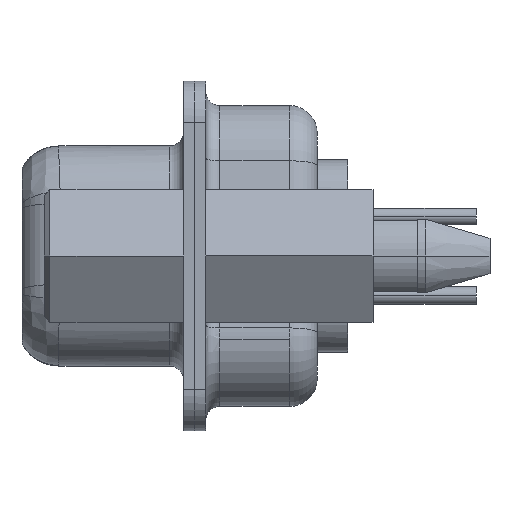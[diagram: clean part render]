
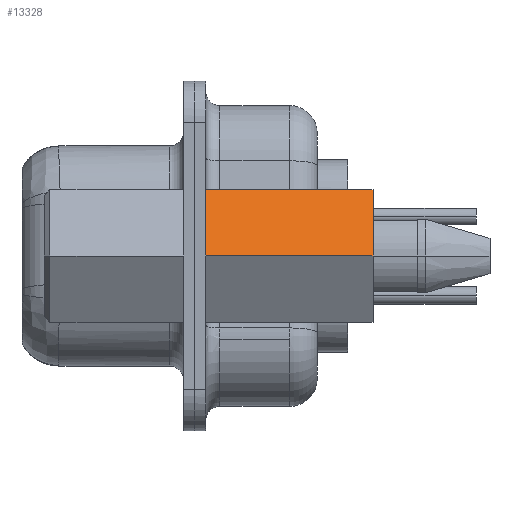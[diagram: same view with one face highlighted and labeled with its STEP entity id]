
A CAD part, left-side view. The second image highlights one B-rep face of the part: STEP entity #13328.
In plain terms, the highlighted planar face has unit normal (-0.866, 0, 0.5).
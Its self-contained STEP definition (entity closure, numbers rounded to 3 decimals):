
#13308=AXIS2_PLACEMENT_3D('Plane Axis2P3D',#13305,#13306,#13307) ;
#13160=CARTESIAN_POINT('Vertex',(-13.866,-6.8,2.375)) ;
#13163=CARTESIAN_POINT('Line Origine',(-14.552,-6.8,1.188)) ;
#13167=CARTESIAN_POINT('Vertex',(-15.237,-6.8,0.)) ;
#13286=CARTESIAN_POINT('Line Origine',(-13.866,-3.8,2.375)) ;
#13290=CARTESIAN_POINT('Vertex',(-13.866,-0.8,2.375)) ;
#13305=CARTESIAN_POINT('Axis2P3D Location',(-13.866,-0.8,2.375)) ;
#13310=CARTESIAN_POINT('Line Origine',(-15.237,-3.8,0.)) ;
#13314=CARTESIAN_POINT('Vertex',(-15.237,-0.8,0.)) ;
#13317=CARTESIAN_POINT('Line Origine',(-14.552,-0.8,1.188)) ;
#13164=DIRECTION('Vector Direction',(0.5,0.,0.866)) ;
#13287=DIRECTION('Vector Direction',(0.,1.,0.)) ;
#13306=DIRECTION('Axis2P3D Direction',(-0.866,0.,0.5)) ;
#13307=DIRECTION('Axis2P3D XDirection',(-0.5,0.,-0.866)) ;
#13311=DIRECTION('Vector Direction',(0.,1.,0.)) ;
#13318=DIRECTION('Vector Direction',(-0.5,0.,-0.866)) ;
#13165=VECTOR('Line Direction',#13164,1.) ;
#13288=VECTOR('Line Direction',#13287,1.) ;
#13312=VECTOR('Line Direction',#13311,1.) ;
#13319=VECTOR('Line Direction',#13318,1.) ;
#13323=ORIENTED_EDGE('',*,*,#13316,.F.) ;
#13324=ORIENTED_EDGE('',*,*,#13169,.T.) ;
#13325=ORIENTED_EDGE('',*,*,#13292,.T.) ;
#13326=ORIENTED_EDGE('',*,*,#13321,.T.) ;
#13328=ADVANCED_FACE('104\\MANIFOLD_SOLID_BREP #17409',(#13327),#13309,.T.) ;
#13169=EDGE_CURVE('',#13168,#13161,#13166,.T.) ;
#13292=EDGE_CURVE('',#13161,#13291,#13289,.T.) ;
#13316=EDGE_CURVE('',#13168,#13315,#13313,.T.) ;
#13321=EDGE_CURVE('',#13291,#13315,#13320,.T.) ;
#13322=EDGE_LOOP('',(#13323,#13324,#13325,#13326)) ;
#13327=FACE_OUTER_BOUND('',#13322,.T.) ;
#13166=LINE('Line',#13163,#13165) ;
#13289=LINE('Line',#13286,#13288) ;
#13313=LINE('Line',#13310,#13312) ;
#13320=LINE('Line',#13317,#13319) ;
#13309=PLANE('',#13308) ;
#13161=VERTEX_POINT('',#13160) ;
#13168=VERTEX_POINT('',#13167) ;
#13291=VERTEX_POINT('',#13290) ;
#13315=VERTEX_POINT('',#13314) ;
